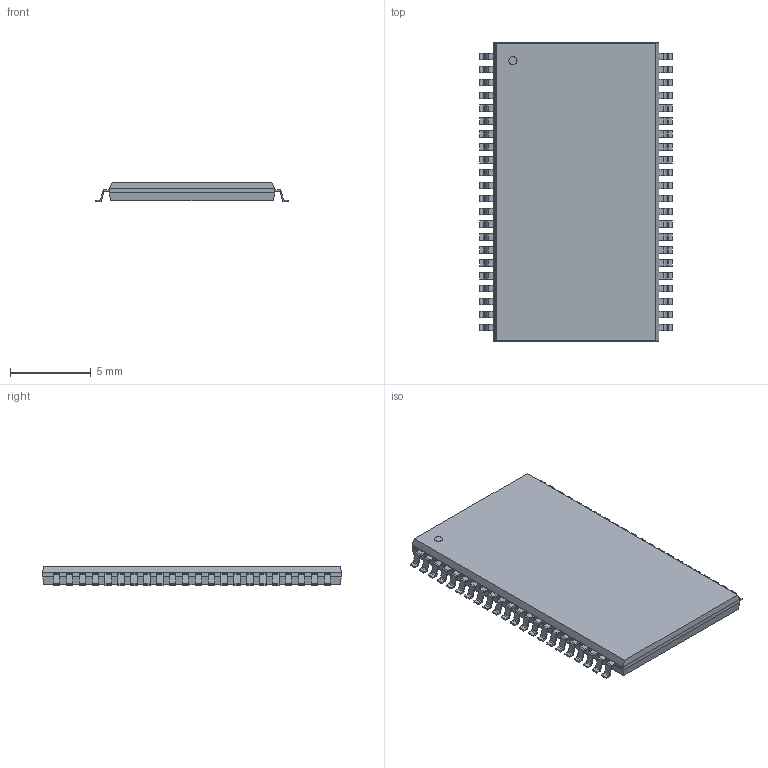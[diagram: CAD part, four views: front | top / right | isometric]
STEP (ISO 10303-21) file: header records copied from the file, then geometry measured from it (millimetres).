
FILE_DESCRIPTION(('STEP AP214'),'1');
FILE_NAME('TSOP-44-M','2018-06-09T22:08:44',(''),(''),'','','');
FILE_SCHEMA(('AUTOMOTIVE_DESIGN'));
Length unit declared in the file: millimetre
Products named in the file (1): product
Bounding box: 11.94 x 18.52 x 1.2 mm (x, y, z)
Volume: 2 mm3; surface area: 496.3 mm2
Topology: 45 solids, 59 shells, 633 faces, 1643 edges, 1114 vertices
Faces by surface type: plane 456, cylinder 177
Full cylindrical faces by diameter (mm): 0.513 x1
Entity records: 20014 total; most frequent: CARTESIAN_POINT 3435, DIRECTION 3354, ORIENTED_EDGE 3228, EDGE_CURVE 1642, LINE 1288, VECTOR 1288, VERTEX_POINT 1170, AXIS2_PLACEMENT_3D 1033
